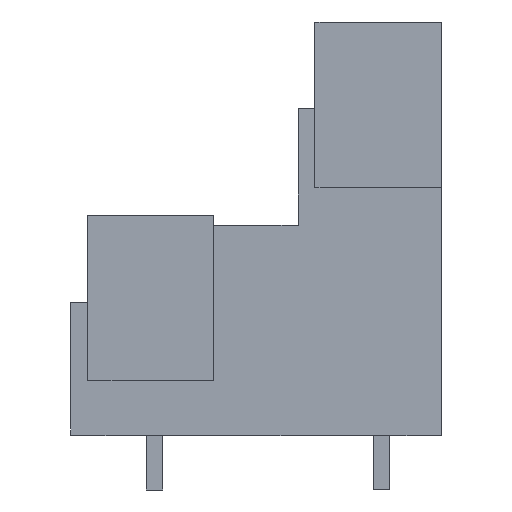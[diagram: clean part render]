
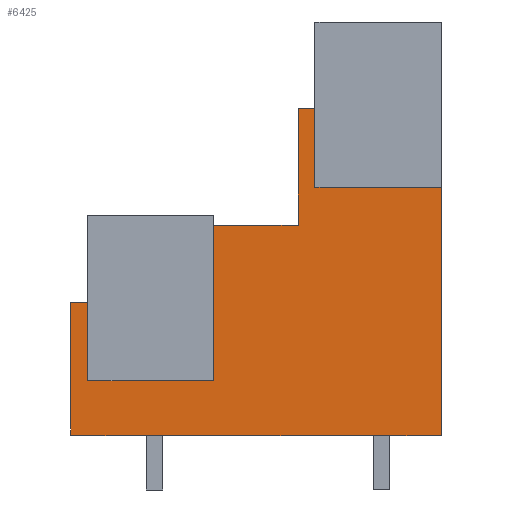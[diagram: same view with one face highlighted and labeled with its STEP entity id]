
A CAD part, left-side view. The second image highlights one B-rep face of the part: STEP entity #6425.
In plain terms, the highlighted planar face has unit normal (-1, 0, 0).
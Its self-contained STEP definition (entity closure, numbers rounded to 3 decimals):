
#6310=AXIS2_PLACEMENT_3D('Plane Axis2P3D',#6307,#6308,#6309) ;
#5233=CARTESIAN_POINT('Vertex',(0.7,7.5,22.6)) ;
#5236=CARTESIAN_POINT('Line Origine',(0.7,7.5,20.275)) ;
#5240=CARTESIAN_POINT('Vertex',(0.7,7.5,17.95)) ;
#5510=CARTESIAN_POINT('Vertex',(0.7,0.,17.95)) ;
#5513=CARTESIAN_POINT('Line Origine',(0.7,0.,10.575)) ;
#5517=CARTESIAN_POINT('Vertex',(0.7,0.,3.2)) ;
#6291=CARTESIAN_POINT('Vertex',(0.7,8.5,22.6)) ;
#6294=CARTESIAN_POINT('Line Origine',(0.7,8.,22.6)) ;
#6307=CARTESIAN_POINT('Axis2P3D Location',(0.7,0.,3.6)) ;
#6312=CARTESIAN_POINT('Line Origine',(0.7,17.,3.2)) ;
#6316=CARTESIAN_POINT('Vertex',(0.7,15.,3.2)) ;
#6318=CARTESIAN_POINT('Vertex',(0.7,19.,3.2)) ;
#6321=CARTESIAN_POINT('Line Origine',(0.7,10.5,3.2)) ;
#6325=CARTESIAN_POINT('Vertex',(0.7,6.,3.2)) ;
#6328=CARTESIAN_POINT('Line Origine',(0.7,4.5,3.2)) ;
#6332=CARTESIAN_POINT('Vertex',(0.7,3.,3.2)) ;
#6335=CARTESIAN_POINT('Line Origine',(0.7,1.5,3.2)) ;
#6340=CARTESIAN_POINT('Line Origine',(0.7,3.75,17.95)) ;
#6345=CARTESIAN_POINT('Line Origine',(0.7,8.5,19.15)) ;
#6349=CARTESIAN_POINT('Vertex',(0.7,8.5,15.7)) ;
#6352=CARTESIAN_POINT('Line Origine',(0.7,11.013,15.7)) ;
#6356=CARTESIAN_POINT('Vertex',(0.7,13.525,15.7)) ;
#6359=CARTESIAN_POINT('Line Origine',(0.7,13.525,11.075)) ;
#6363=CARTESIAN_POINT('Vertex',(0.7,13.525,6.45)) ;
#6366=CARTESIAN_POINT('Line Origine',(0.7,17.25,6.45)) ;
#6370=CARTESIAN_POINT('Vertex',(0.7,20.975,6.45)) ;
#6373=CARTESIAN_POINT('Line Origine',(0.7,20.975,8.775)) ;
#6377=CARTESIAN_POINT('Vertex',(0.7,20.975,11.1)) ;
#6380=CARTESIAN_POINT('Line Origine',(0.7,21.487,11.1)) ;
#6384=CARTESIAN_POINT('Vertex',(0.7,22.,11.1)) ;
#6387=CARTESIAN_POINT('Line Origine',(0.7,22.,7.35)) ;
#6391=CARTESIAN_POINT('Vertex',(0.7,22.,3.6)) ;
#6394=CARTESIAN_POINT('Line Origine',(0.7,22.,3.4)) ;
#6398=CARTESIAN_POINT('Vertex',(0.7,22.,3.2)) ;
#6401=CARTESIAN_POINT('Line Origine',(0.7,20.5,3.2)) ;
#5237=DIRECTION('Vector Direction',(0.,0.,-1.)) ;
#5514=DIRECTION('Vector Direction',(0.,0.,1.)) ;
#6295=DIRECTION('Vector Direction',(0.,1.,0.)) ;
#6308=DIRECTION('Axis2P3D Direction',(-1.,0.,0.)) ;
#6309=DIRECTION('Axis2P3D XDirection',(0.,0.,-1.)) ;
#6313=DIRECTION('Vector Direction',(0.,-1.,0.)) ;
#6322=DIRECTION('Vector Direction',(0.,-1.,0.)) ;
#6329=DIRECTION('Vector Direction',(0.,-1.,0.)) ;
#6336=DIRECTION('Vector Direction',(0.,-1.,0.)) ;
#6341=DIRECTION('Vector Direction',(0.,-1.,0.)) ;
#6346=DIRECTION('Vector Direction',(0.,0.,-1.)) ;
#6353=DIRECTION('Vector Direction',(0.,1.,0.)) ;
#6360=DIRECTION('Vector Direction',(0.,0.,-1.)) ;
#6367=DIRECTION('Vector Direction',(0.,-1.,0.)) ;
#6374=DIRECTION('Vector Direction',(0.,0.,-1.)) ;
#6381=DIRECTION('Vector Direction',(0.,1.,0.)) ;
#6388=DIRECTION('Vector Direction',(0.,0.,1.)) ;
#6395=DIRECTION('Vector Direction',(0.,0.,-1.)) ;
#6402=DIRECTION('Vector Direction',(0.,-1.,0.)) ;
#5238=VECTOR('Line Direction',#5237,1.) ;
#5515=VECTOR('Line Direction',#5514,1.) ;
#6296=VECTOR('Line Direction',#6295,1.) ;
#6314=VECTOR('Line Direction',#6313,1.) ;
#6323=VECTOR('Line Direction',#6322,1.) ;
#6330=VECTOR('Line Direction',#6329,1.) ;
#6337=VECTOR('Line Direction',#6336,1.) ;
#6342=VECTOR('Line Direction',#6341,1.) ;
#6347=VECTOR('Line Direction',#6346,1.) ;
#6354=VECTOR('Line Direction',#6353,1.) ;
#6361=VECTOR('Line Direction',#6360,1.) ;
#6368=VECTOR('Line Direction',#6367,1.) ;
#6375=VECTOR('Line Direction',#6374,1.) ;
#6382=VECTOR('Line Direction',#6381,1.) ;
#6389=VECTOR('Line Direction',#6388,1.) ;
#6396=VECTOR('Line Direction',#6395,1.) ;
#6403=VECTOR('Line Direction',#6402,1.) ;
#6407=ORIENTED_EDGE('',*,*,#6320,.F.) ;
#6408=ORIENTED_EDGE('',*,*,#6327,.T.) ;
#6409=ORIENTED_EDGE('',*,*,#6334,.F.) ;
#6410=ORIENTED_EDGE('',*,*,#6339,.T.) ;
#6411=ORIENTED_EDGE('',*,*,#5519,.T.) ;
#6412=ORIENTED_EDGE('',*,*,#6344,.F.) ;
#6413=ORIENTED_EDGE('',*,*,#5242,.F.) ;
#6414=ORIENTED_EDGE('',*,*,#6298,.T.) ;
#6415=ORIENTED_EDGE('',*,*,#6351,.T.) ;
#6416=ORIENTED_EDGE('',*,*,#6358,.T.) ;
#6417=ORIENTED_EDGE('',*,*,#6365,.T.) ;
#6418=ORIENTED_EDGE('',*,*,#6372,.F.) ;
#6419=ORIENTED_EDGE('',*,*,#6379,.F.) ;
#6420=ORIENTED_EDGE('',*,*,#6386,.T.) ;
#6421=ORIENTED_EDGE('',*,*,#6393,.F.) ;
#6422=ORIENTED_EDGE('',*,*,#6400,.F.) ;
#6423=ORIENTED_EDGE('',*,*,#6405,.T.) ;
#6425=ADVANCED_FACE('Model',(#6424),#6311,.T.) ;
#5242=EDGE_CURVE('',#5234,#5241,#5239,.T.) ;
#5519=EDGE_CURVE('',#5518,#5511,#5516,.T.) ;
#6298=EDGE_CURVE('',#5234,#6292,#6297,.T.) ;
#6320=EDGE_CURVE('',#6317,#6319,#6315,.F.) ;
#6327=EDGE_CURVE('',#6317,#6326,#6324,.T.) ;
#6334=EDGE_CURVE('',#6333,#6326,#6331,.F.) ;
#6339=EDGE_CURVE('',#6333,#5518,#6338,.T.) ;
#6344=EDGE_CURVE('',#5241,#5511,#6343,.T.) ;
#6351=EDGE_CURVE('',#6292,#6350,#6348,.T.) ;
#6358=EDGE_CURVE('',#6350,#6357,#6355,.T.) ;
#6365=EDGE_CURVE('',#6357,#6364,#6362,.T.) ;
#6372=EDGE_CURVE('',#6371,#6364,#6369,.T.) ;
#6379=EDGE_CURVE('',#6378,#6371,#6376,.T.) ;
#6386=EDGE_CURVE('',#6378,#6385,#6383,.T.) ;
#6393=EDGE_CURVE('',#6392,#6385,#6390,.T.) ;
#6400=EDGE_CURVE('',#6399,#6392,#6397,.F.) ;
#6405=EDGE_CURVE('',#6399,#6319,#6404,.T.) ;
#6406=EDGE_LOOP('',(#6407,#6408,#6409,#6410,#6411,#6412,#6413,#6414,#6415,#6416,#6417,#6418,#6419,#6420,#6421,#6422,#6423)) ;
#6424=FACE_OUTER_BOUND('',#6406,.T.) ;
#5239=LINE('Line',#5236,#5238) ;
#5516=LINE('Line',#5513,#5515) ;
#6297=LINE('Line',#6294,#6296) ;
#6315=LINE('Line',#6312,#6314) ;
#6324=LINE('Line',#6321,#6323) ;
#6331=LINE('Line',#6328,#6330) ;
#6338=LINE('Line',#6335,#6337) ;
#6343=LINE('Line',#6340,#6342) ;
#6348=LINE('Line',#6345,#6347) ;
#6355=LINE('Line',#6352,#6354) ;
#6362=LINE('Line',#6359,#6361) ;
#6369=LINE('Line',#6366,#6368) ;
#6376=LINE('Line',#6373,#6375) ;
#6383=LINE('Line',#6380,#6382) ;
#6390=LINE('Line',#6387,#6389) ;
#6397=LINE('Line',#6394,#6396) ;
#6404=LINE('Line',#6401,#6403) ;
#6311=PLANE('',#6310) ;
#5234=VERTEX_POINT('',#5233) ;
#5241=VERTEX_POINT('',#5240) ;
#5511=VERTEX_POINT('',#5510) ;
#5518=VERTEX_POINT('',#5517) ;
#6292=VERTEX_POINT('',#6291) ;
#6317=VERTEX_POINT('',#6316) ;
#6319=VERTEX_POINT('',#6318) ;
#6326=VERTEX_POINT('',#6325) ;
#6333=VERTEX_POINT('',#6332) ;
#6350=VERTEX_POINT('',#6349) ;
#6357=VERTEX_POINT('',#6356) ;
#6364=VERTEX_POINT('',#6363) ;
#6371=VERTEX_POINT('',#6370) ;
#6378=VERTEX_POINT('',#6377) ;
#6385=VERTEX_POINT('',#6384) ;
#6392=VERTEX_POINT('',#6391) ;
#6399=VERTEX_POINT('',#6398) ;
